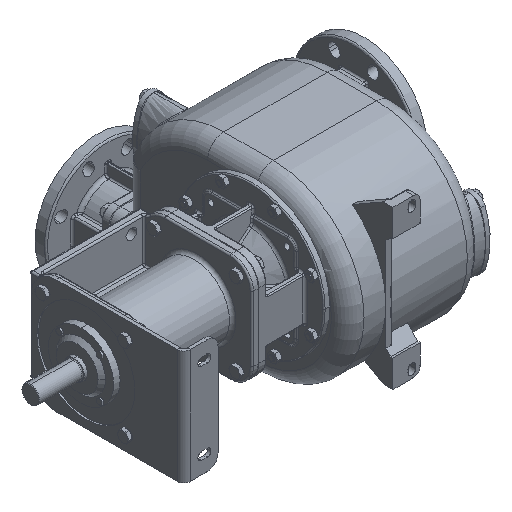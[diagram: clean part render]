
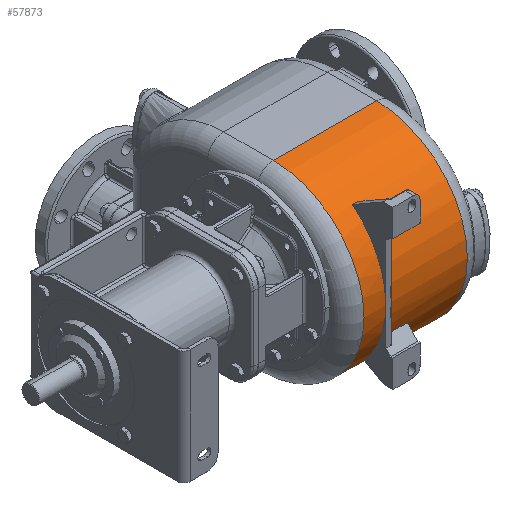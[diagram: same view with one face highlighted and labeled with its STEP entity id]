
A CAD part, isometric view. The second image highlights one B-rep face of the part: STEP entity #57873.
In plain terms, the highlighted cylindrical face has radius 167 mm (diameter 334 mm), a partial arc.
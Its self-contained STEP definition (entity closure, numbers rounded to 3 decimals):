
#5583=DIRECTION('',(1.,0.,0.));
#5584=VECTOR('',#5583,190.);
#5585=CARTESIAN_POINT('',(-75.,180.,150.));
#5586=LINE('',#5585,#5584);
#5587=CARTESIAN_POINT('',(-75.,180.,-17.));
#5588=DIRECTION('',(-1.,0.,0.));
#5589=DIRECTION('',(0.,0.,-1.));
#5590=AXIS2_PLACEMENT_3D('',#5587,#5588,#5589);
#5592=CARTESIAN_POINT('',(115.,180.,-17.));
#5593=DIRECTION('',(1.,0.,0.));
#5594=DIRECTION('',(0.,0.,1.));
#5595=AXIS2_PLACEMENT_3D('',#5592,#5593,#5594);
#5597=DIRECTION('',(1.,0.,0.));
#5598=VECTOR('',#5597,190.);
#5599=CARTESIAN_POINT('',(-75.,180.,-184.));
#5600=LINE('',#5599,#5598);
#5601=DIRECTION('',(-1.,0.,0.));
#5602=VECTOR('',#5601,10.);
#5603=CARTESIAN_POINT('',(-25.,52.629,-125.007));
#5604=LINE('',#5603,#5602);
#5605=CARTESIAN_POINT('',(-25.,180.,-17.));
#5606=DIRECTION('',(-1.,0.,0.));
#5607=DIRECTION('',(0.,-0.763,-0.647));
#5608=AXIS2_PLACEMENT_3D('',#5605,#5606,#5607);
#5610=DIRECTION('',(-1.,0.,0.));
#5611=VECTOR('',#5610,40.);
#5612=CARTESIAN_POINT('',(15.,27.635,-85.365));
#5613=LINE('',#5612,#5611);
#5614=CARTESIAN_POINT('',(15.,180.,-17.));
#5615=DIRECTION('',(-1.,0.,0.));
#5616=DIRECTION('',(0.,-0.912,-0.409));
#5617=AXIS2_PLACEMENT_3D('',#5614,#5615,#5616);
#5619=DIRECTION('',(-1.,0.,0.));
#5620=VECTOR('',#5619,40.);
#5621=CARTESIAN_POINT('',(15.,23.521,-75.337));
#5622=LINE('',#5621,#5620);
#5623=CARTESIAN_POINT('',(-25.,180.,-17.));
#5624=DIRECTION('',(-1.,0.,0.));
#5625=DIRECTION('',(0.,-0.937,-0.349));
#5626=AXIS2_PLACEMENT_3D('',#5623,#5624,#5625);
#5628=CARTESIAN_POINT('',(-25.,180.,-17.));
#5629=DIRECTION('',(-1.,0.,0.));
#5630=DIRECTION('',(0.,-1.,0.));
#5631=AXIS2_PLACEMENT_3D('',#5628,#5629,#5630);
#5633=DIRECTION('',(-1.,0.,0.));
#5634=VECTOR('',#5633,40.);
#5635=CARTESIAN_POINT('',(15.,34.281,64.577));
#5636=LINE('',#5635,#5634);
#5637=CARTESIAN_POINT('',(15.,180.,-17.));
#5638=DIRECTION('',(-1.,0.,0.));
#5639=DIRECTION('',(0.,-0.873,0.488));
#5640=AXIS2_PLACEMENT_3D('',#5637,#5638,#5639);
#5642=DIRECTION('',(-1.,0.,0.));
#5643=VECTOR('',#5642,40.);
#5644=CARTESIAN_POINT('',(15.,39.59,73.41));
#5645=LINE('',#5644,#5643);
#5646=CARTESIAN_POINT('',(-25.,180.,-17.));
#5647=DIRECTION('',(-1.,0.,0.));
#5648=DIRECTION('',(0.,-0.841,0.541));
#5649=AXIS2_PLACEMENT_3D('',#5646,#5647,#5648);
#5651=DIRECTION('',(-1.,0.,0.));
#5652=VECTOR('',#5651,10.);
#5653=CARTESIAN_POINT('',(-25.,74.446,112.411));
#5654=LINE('',#5653,#5652);
#30292=CARTESIAN_POINT('',(-35.,180.,-17.));
#30293=DIRECTION('',(-1.,0.,0.));
#30294=DIRECTION('',(0.,-0.763,-0.647));
#30295=AXIS2_PLACEMENT_3D('',#30292,#30293,#30294);
#30321=CARTESIAN_POINT('',(-35.,180.,-17.));
#30322=DIRECTION('',(-1.,0.,0.));
#30323=DIRECTION('',(0.,-1.,0.));
#30324=AXIS2_PLACEMENT_3D('',#30321,#30322,#30323);
#48320=CARTESIAN_POINT('',(115.,180.,-184.));
#48321=VERTEX_POINT('',#48320);
#48322=CARTESIAN_POINT('',(115.,180.,150.));
#48323=VERTEX_POINT('',#48322);
#48349=CARTESIAN_POINT('',(-75.,180.,-184.));
#48351=VERTEX_POINT('',#48349);
#48352=CARTESIAN_POINT('',(-75.,180.,150.));
#48353=VERTEX_POINT('',#48352);
#48401=CARTESIAN_POINT('',(15.,27.635,-85.365));
#48402=CARTESIAN_POINT('',(15.,23.521,-75.337));
#48403=VERTEX_POINT('',#48401);
#48404=VERTEX_POINT('',#48402);
#48405=CARTESIAN_POINT('',(15.,34.281,64.577));
#48406=CARTESIAN_POINT('',(15.,39.59,73.41));
#48407=VERTEX_POINT('',#48405);
#48408=VERTEX_POINT('',#48406);
#48417=CARTESIAN_POINT('',(-25.,52.629,-125.007));
#48418=CARTESIAN_POINT('',(-25.,27.635,-85.365));
#48419=VERTEX_POINT('',#48417);
#48420=VERTEX_POINT('',#48418);
#48421=CARTESIAN_POINT('',(-25.,23.521,-75.337));
#48422=CARTESIAN_POINT('',(-25.,13.,-17.));
#48423=VERTEX_POINT('',#48421);
#48424=VERTEX_POINT('',#48422);
#48425=CARTESIAN_POINT('',(-25.,34.281,64.577));
#48426=VERTEX_POINT('',#48425);
#48427=CARTESIAN_POINT('',(-25.,39.59,73.41));
#48428=CARTESIAN_POINT('',(-25.,74.446,112.411));
#48429=VERTEX_POINT('',#48427);
#48430=VERTEX_POINT('',#48428);
#48431=CARTESIAN_POINT('',(-35.,52.629,-125.007));
#48432=VERTEX_POINT('',#48431);
#48433=CARTESIAN_POINT('',(-35.,74.446,112.411));
#48434=VERTEX_POINT('',#48433);
#48448=CARTESIAN_POINT('',(-35.,13.,-17.));
#48450=VERTEX_POINT('',#48448);
#57831=CARTESIAN_POINT('',(-105.,180.,-17.));
#57832=DIRECTION('',(-1.,0.,0.));
#57833=DIRECTION('',(0.,0.,1.));
#57834=AXIS2_PLACEMENT_3D('',#57831,#57832,#57833);
#57835=CYLINDRICAL_SURFACE('',#57834,167.);
#57837=ORIENTED_EDGE('',*,*,#57836,.T.);
#57838=ORIENTED_EDGE('',*,*,#57826,.T.);
#57839=ORIENTED_EDGE('',*,*,#54971,.T.);
#57840=ORIENTED_EDGE('',*,*,#56306,.F.);
#57841=EDGE_LOOP('',(#57837,#57838,#57839,#57840));
#57842=FACE_OUTER_BOUND('',#57841,.F.);
#57844=ORIENTED_EDGE('',*,*,#57843,.F.);
#57846=ORIENTED_EDGE('',*,*,#57845,.F.);
#57848=ORIENTED_EDGE('',*,*,#57847,.T.);
#57850=ORIENTED_EDGE('',*,*,#57849,.F.);
#57852=ORIENTED_EDGE('',*,*,#57851,.T.);
#57854=ORIENTED_EDGE('',*,*,#57853,.T.);
#57856=ORIENTED_EDGE('',*,*,#57855,.T.);
#57858=ORIENTED_EDGE('',*,*,#57857,.T.);
#57860=ORIENTED_EDGE('',*,*,#57859,.F.);
#57862=ORIENTED_EDGE('',*,*,#57861,.T.);
#57864=ORIENTED_EDGE('',*,*,#57863,.T.);
#57866=ORIENTED_EDGE('',*,*,#57865,.T.);
#57868=ORIENTED_EDGE('',*,*,#57867,.T.);
#57870=ORIENTED_EDGE('',*,*,#57869,.F.);
#57871=EDGE_LOOP('',(#57844,#57846,#57848,#57850,#57852,#57854,#57856,#57858,
#57860,#57862,#57864,#57866,#57868,#57870));
#57872=FACE_BOUND('',#57871,.F.);
#57873=ADVANCED_FACE('',(#57842,#57872),#57835,.T.);
#5591=CIRCLE('',#5590,167.);
#5596=CIRCLE('',#5595,167.);
#5609=CIRCLE('',#5608,167.);
#5618=CIRCLE('',#5617,167.);
#5627=CIRCLE('',#5626,167.);
#5632=CIRCLE('',#5631,167.);
#5641=CIRCLE('',#5640,167.);
#5650=CIRCLE('',#5649,167.);
#30296=CIRCLE('',#30295,167.);
#30325=CIRCLE('',#30324,167.);
#54971=EDGE_CURVE('',#48323,#48321,#5596,.T.);
#56306=EDGE_CURVE('',#48351,#48321,#5600,.T.);
#57826=EDGE_CURVE('',#48353,#48323,#5586,.T.);
#57836=EDGE_CURVE('',#48351,#48353,#5591,.T.);
#57843=EDGE_CURVE('',#48432,#48450,#30296,.T.);
#57845=EDGE_CURVE('',#48419,#48432,#5604,.T.);
#57847=EDGE_CURVE('',#48419,#48420,#5609,.T.);
#57849=EDGE_CURVE('',#48403,#48420,#5613,.T.);
#57851=EDGE_CURVE('',#48403,#48404,#5618,.T.);
#57853=EDGE_CURVE('',#48404,#48423,#5622,.T.);
#57855=EDGE_CURVE('',#48423,#48424,#5627,.T.);
#57857=EDGE_CURVE('',#48424,#48426,#5632,.T.);
#57859=EDGE_CURVE('',#48407,#48426,#5636,.T.);
#57861=EDGE_CURVE('',#48407,#48408,#5641,.T.);
#57863=EDGE_CURVE('',#48408,#48429,#5645,.T.);
#57865=EDGE_CURVE('',#48429,#48430,#5650,.T.);
#57867=EDGE_CURVE('',#48430,#48434,#5654,.T.);
#57869=EDGE_CURVE('',#48450,#48434,#30325,.T.);
